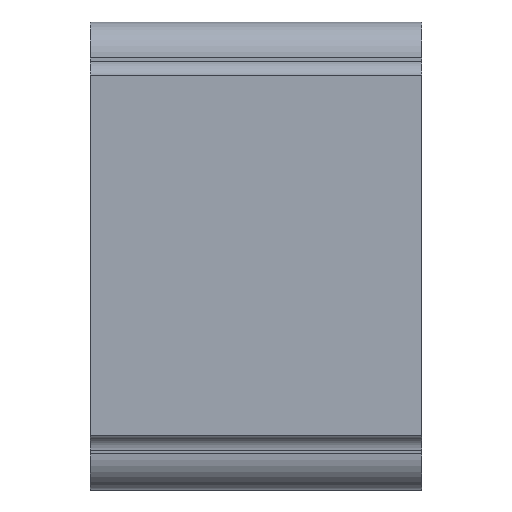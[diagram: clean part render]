
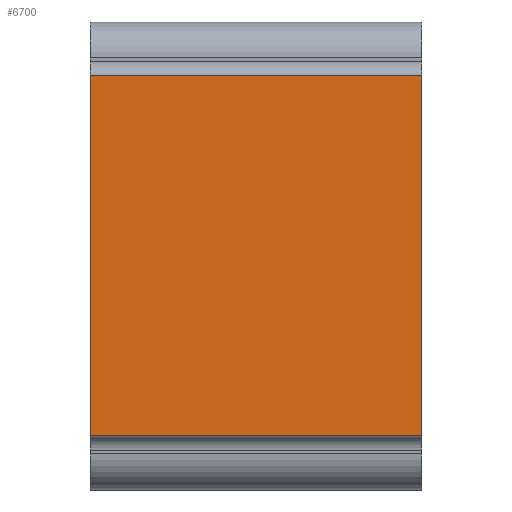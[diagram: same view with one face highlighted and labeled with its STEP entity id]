
A CAD part, top view. The second image highlights one B-rep face of the part: STEP entity #6700.
In plain terms, the highlighted face is planar.
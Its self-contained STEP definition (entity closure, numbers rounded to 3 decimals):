
#1060=CARTESIAN_POINT('',(-211.732,-1.189,
55.325));
#1070=VERTEX_POINT('',#1060);
#2430=CARTESIAN_POINT('',(-206.732,-1.189,
55.325));
#2440=VERTEX_POINT('',#2430);
#2470=CARTESIAN_POINT('',(0.,-1.189,55.325));
#2480=DIRECTION('',(1.,0.,0.));
#2490=VECTOR('',#2480,1.);
#2500=LINE('',#2470,#2490);
#2510=EDGE_CURVE('',#1070,#2440,#2500,.T.);
#3450=CARTESIAN_POINT('',(-211.732,-1.189,
54.775));
#3460=DIRECTION('',(0.,0.,1.));
#3470=VECTOR('',#3460,1.);
#3480=LINE('',#3450,#3470);
#3490=CARTESIAN_POINT('',(-211.732,-1.189,
59.925));
#3500=VERTEX_POINT('',#3490);
#3510=EDGE_CURVE('',#1070,#3500,#3480,.T.);
#5460=CARTESIAN_POINT('',(-206.732,-1.189,
59.925));
#5470=VERTEX_POINT('',#5460);
#5500=CARTESIAN_POINT('',(-206.732,-1.189,
25.725));
#5510=DIRECTION('',(0.,0.,-1.));
#5520=VECTOR('',#5510,1.);
#5530=LINE('',#5500,#5520);
#5540=EDGE_CURVE('',#5470,#2440,#5530,.T.);
#6540=CARTESIAN_POINT('',(-206.732,-1.189,
45.125));
#6550=DIRECTION('',(0.,1.,0.));
#6560=DIRECTION('',(0.,0.,-1.));
#6570=AXIS2_PLACEMENT_3D('',#6540,#6550,#6560);
#6580=PLANE('',#6570);
#6590=ORIENTED_EDGE('',*,*,#5540,.T.);
#6600=CARTESIAN_POINT('',(0.,-1.189,59.925));
#6610=DIRECTION('',(-1.,0.,0.));
#6620=VECTOR('',#6610,1.);
#6630=LINE('',#6600,#6620);
#6640=EDGE_CURVE('',#5470,#3500,#6630,.T.);
#6650=ORIENTED_EDGE('',*,*,#6640,.F.);
#6660=ORIENTED_EDGE('',*,*,#3510,.T.);
#6670=ORIENTED_EDGE('',*,*,#2510,.F.);
#6680=EDGE_LOOP('',(#6670,#6660,#6650,#6590));
#6690=FACE_OUTER_BOUND('',#6680,.T.);
#6700=ADVANCED_FACE('',(#6690),#6580,.T.);
